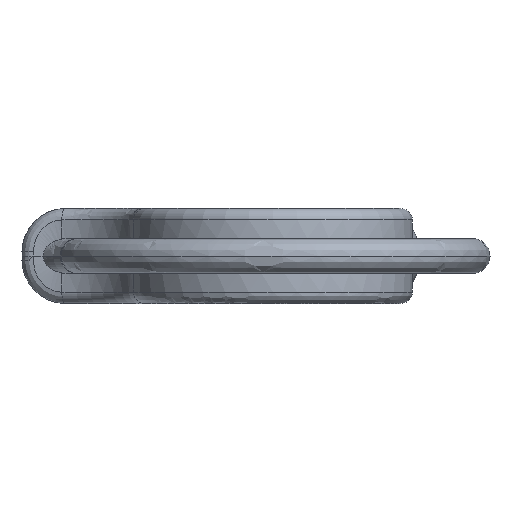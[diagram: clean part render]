
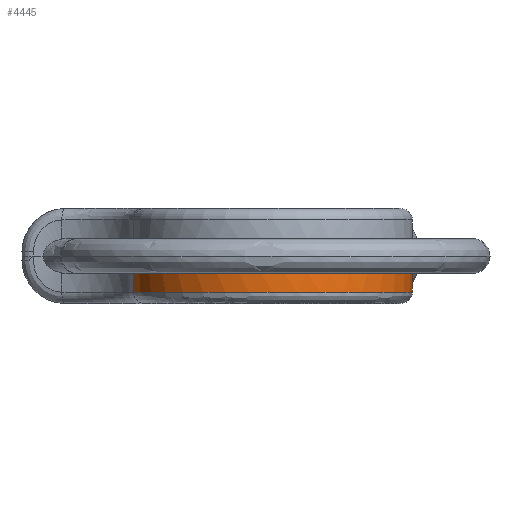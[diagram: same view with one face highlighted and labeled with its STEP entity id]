
A CAD part, front view. The second image highlights one B-rep face of the part: STEP entity #4445.
In plain terms, the highlighted free-form (B-spline) face has degree [1, 2] with [2, 5] control points.
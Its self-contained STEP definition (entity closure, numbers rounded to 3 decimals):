
#2408=CARTESIAN_POINT('',(-7.715,-12.78,-1.1));
#2409=VERTEX_POINT('',#2408);
#2427=CARTESIAN_POINT('',(9.914,-11.044,-1.1));
#2428=VERTEX_POINT('',#2427);
#2429=CARTESIAN_POINT('',(-7.715,-12.78,-1.1));
#2430=CARTESIAN_POINT('',(-7.702,-12.838,-1.1));
#2431=CARTESIAN_POINT('',(-7.683,-12.931,-1.1));
#2432=CARTESIAN_POINT('',(-7.655,-13.057,-1.1));
#2433=CARTESIAN_POINT('',(-7.622,-13.195,-1.1));
#2434=CARTESIAN_POINT('',(-7.561,-13.434,-1.1));
#2435=CARTESIAN_POINT('',(-7.461,-13.772,-1.1));
#2436=CARTESIAN_POINT('',(-7.321,-14.172,-1.1));
#2437=CARTESIAN_POINT('',(-7.163,-14.564,-1.1));
#2438=CARTESIAN_POINT('',(-6.987,-14.949,-1.1));
#2439=CARTESIAN_POINT('',(-6.727,-15.45,-1.1));
#2440=CARTESIAN_POINT('',(-6.359,-16.052,-1.1));
#2441=CARTESIAN_POINT('',(-5.85,-16.73,-1.1));
#2442=CARTESIAN_POINT('',(-5.279,-17.356,-1.1));
#2443=CARTESIAN_POINT('',(-4.651,-17.925,-1.1));
#2444=CARTESIAN_POINT('',(-3.746,-18.601,-1.1));
#2445=CARTESIAN_POINT('',(-2.502,-19.279,-1.1));
#2446=CARTESIAN_POINT('',(-0.882,-19.795,-1.1));
#2447=CARTESIAN_POINT('',(0.807,-19.995,-1.1));
#2448=CARTESIAN_POINT('',(2.502,-19.873,-1.1));
#2449=CARTESIAN_POINT('',(4.145,-19.433,-1.1));
#2450=CARTESIAN_POINT('',(5.674,-18.69,-1.1));
#2451=CARTESIAN_POINT('',(7.035,-17.671,-1.1));
#2452=CARTESIAN_POINT('',(8.18,-16.413,-1.1));
#2453=CARTESIAN_POINT('',(9.065,-14.962,-1.1));
#2454=CARTESIAN_POINT('',(9.661,-13.37,-1.1));
#2455=CARTESIAN_POINT('',(9.886,-12.039,-1.1));
#2456=CARTESIAN_POINT('',(9.914,-11.259,-1.1));
#2457=CARTESIAN_POINT('',(9.914,-11.044,-1.1));
#2458=B_SPLINE_CURVE_WITH_KNOTS('',3,(#2429,#2430,#2431,#2432,#2433,#2434,#2435,#2436,#2437,#2438,#2439,#2440,#2441,#2442,#2443,#2444,#2445,#2446,#2447,#2448,#2449,#2450,#2451,#2452,#2453,#2454,#2455,#2456,#2457),.UNSPECIFIED.,.F.,.U.,(4,1,1,1,1,1,1,1,1,1,1,1,1,1,1,1,1,1,1,1,1,1,1,1,1,1,4),(0.113,0.116,0.118,0.12,0.124,0.131,0.138,0.146,0.153,0.16,0.175,0.189,0.204,0.218,0.233,0.262,0.291,0.32,0.349,0.379,0.408,0.437,0.466,0.495,0.524,0.553,0.564),.UNSPECIFIED.);
#2459=EDGE_CURVE('',#2409,#2428,#2458,.T.);
#3715=CARTESIAN_POINT('',(-7.695,-12.776,-2.276));
#3716=VERTEX_POINT('',#3715);
#3724=CARTESIAN_POINT('',(-7.695,-12.776,-2.276));
#3725=DIRECTION('',(-0.016,-0.003,1.));
#3726=VECTOR('',#3725,1.176);
#3727=LINE('',#3724,#3726);
#3728=EDGE_CURVE('',#3716,#2409,#3727,.T.);
#4408=CARTESIAN_POINT('',(9.895,-11.044,-2.276));
#4409=CARTESIAN_POINT('',(9.905,-11.044,-1.1));
#4410=CARTESIAN_POINT('',(9.895,-18.332,-2.276));
#4411=CARTESIAN_POINT('',(9.905,-18.341,-1.1));
#4412=CARTESIAN_POINT('',(2.746,-19.754,-2.276));
#4413=CARTESIAN_POINT('',(2.748,-19.764,-1.1));
#4414=CARTESIAN_POINT('',(-5.964,-21.485,-2.276));
#4415=CARTESIAN_POINT('',(-5.972,-21.497,-1.1));
#4416=CARTESIAN_POINT('',(-7.695,-12.776,-2.276));
#4417=CARTESIAN_POINT('',(-7.705,-12.778,-1.1));
#4425=(BOUNDED_SURFACE()B_SPLINE_SURFACE(1,2,((#4408,#4410,#4412,#4414,#4416),(#4409,#4411,#4413,#4415,#4417)),.UNSPECIFIED.,.F.,.F.,.U.)B_SPLINE_SURFACE_WITH_KNOTS((2,2),(3,2,3),(0.0,0.517),(0.0,0.467,1.0),.UNSPECIFIED.)GEOMETRIC_REPRESENTATION_ITEM()RATIONAL_B_SPLINE_SURFACE(((1.0,0.773,1.0,0.707,1.),(1.0,0.773,1.0,0.707,1.)))REPRESENTATION_ITEM('')SURFACE());
#4426=CARTESIAN_POINT('',(9.895,-11.044,-2.276));
#4427=VERTEX_POINT('',#4426);
#4428=CARTESIAN_POINT('',(9.895,-11.044,-2.276));
#4429=DIRECTION('',(0.017,0.,1.));
#4430=VECTOR('',#4429,1.176);
#4431=LINE('',#4428,#4430);
#4432=EDGE_CURVE('',#4427,#2428,#4431,.T.);
#4433=ORIENTED_EDGE('',*,*,#4432,.T.);
#4434=ORIENTED_EDGE('',*,*,#2459,.F.);
#4435=ORIENTED_EDGE('',*,*,#3728,.F.);
#4436=CARTESIAN_POINT('',(1.014,-11.044,-2.276));
#4437=DIRECTION('',(0.,0.,1.0));
#4438=DIRECTION('',(-0.981,-0.195,0.));
#4439=AXIS2_PLACEMENT_3D('',#4436,#4437,#4438);
#4440=CIRCLE('',#4439,8.88);
#4441=EDGE_CURVE('',#3716,#4427,#4440,.T.);
#4442=ORIENTED_EDGE('',*,*,#4441,.T.);
#4443=EDGE_LOOP('',(#4433,#4434,#4435,#4442));
#4444=FACE_OUTER_BOUND('',#4443,.T.);
#4445=ADVANCED_FACE('',(#4444),#4425,.T.);
